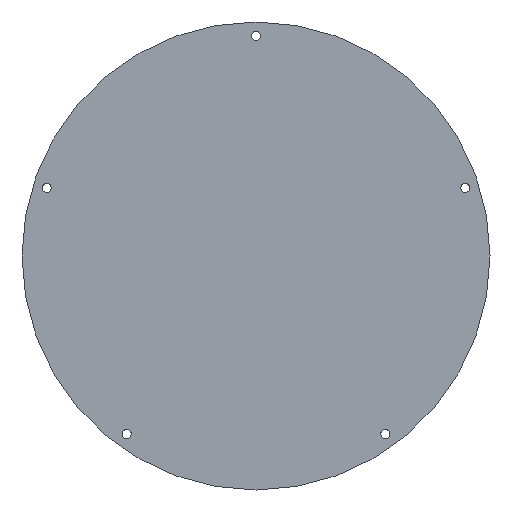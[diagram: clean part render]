
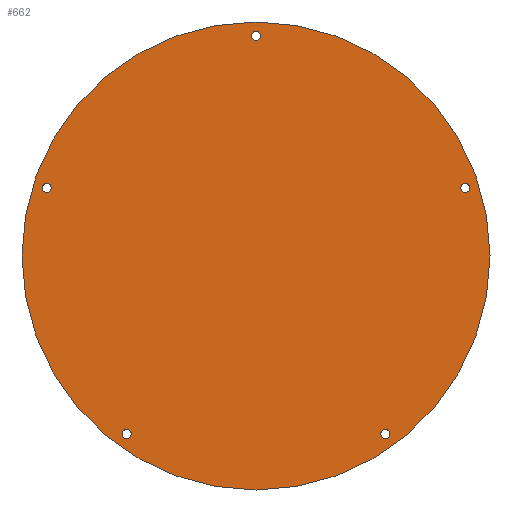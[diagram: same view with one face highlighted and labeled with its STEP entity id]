
A CAD part, front view. The second image highlights one B-rep face of the part: STEP entity #662.
In plain terms, the highlighted planar face has unit normal (0, -1, 0).
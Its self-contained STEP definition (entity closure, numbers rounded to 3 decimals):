
#5 = CARTESIAN_POINT ( 'NONE',  ( 36.172, 0., 21.013 ) ) ;
#19 = VERTEX_POINT ( 'NONE', #264 ) ;
#21 = EDGE_CURVE ( 'NONE', #543, #451, #242, .T. ) ;
#33 = EDGE_LOOP ( 'NONE', ( #381, #393 ) ) ;
#46 = EDGE_CURVE ( 'NONE', #705, #465, #266, .T. ) ;
#53 = VERTEX_POINT ( 'NONE', #774 ) ;
#62 = AXIS2_PLACEMENT_3D ( 'NONE', #421, #658, #110 ) ;
#69 = CIRCLE ( 'NONE', #521, 1.4 ) ;
#70 = CARTESIAN_POINT ( 'NONE',  ( -28.5, 0., -72.3 ) ) ;
#85 = EDGE_LOOP ( 'NONE', ( #692, #313 ) ) ;
#97 = EDGE_CURVE ( 'NONE', #465, #705, #329, .T. ) ;
#103 = CARTESIAN_POINT ( 'NONE',  ( 37.503, 0., 21.446 ) ) ;
#109 = CARTESIAN_POINT ( 'NONE',  ( 11.469, 0., -55.013 ) ) ;
#110 = DIRECTION ( 'NONE',  ( 0., 0., 1. ) ) ;
#128 = DIRECTION ( 'NONE',  ( 0.951, 0., 0.309 ) ) ;
#135 = AXIS2_PLACEMENT_3D ( 'NONE', #5, #251, #128 ) ;
#136 = DIRECTION ( 'NONE',  ( -0.951, 0., 0.309 ) ) ;
#137 = VERTEX_POINT ( 'NONE', #103 ) ;
#139 = ORIENTED_EDGE ( 'NONE', *, *, #782, .T. ) ;
#152 = EDGE_CURVE ( 'NONE', #53, #19, #342, .T. ) ;
#159 = DIRECTION ( 'NONE',  ( 0., 1., 0. ) ) ;
#171 = FACE_BOUND ( 'NONE', #579, .T. ) ;
#175 = EDGE_CURVE ( 'NONE', #475, #503, #243, .T. ) ;
#178 = CARTESIAN_POINT ( 'NONE',  ( 11.469, 0., -55.013 ) ) ;
#192 = CARTESIAN_POINT ( 'NONE',  ( -93.172, 0., 21.013 ) ) ;
#198 = DIRECTION ( 'NONE',  ( 0., 0., 1. ) ) ;
#199 = AXIS2_PLACEMENT_3D ( 'NONE', #524, #159, #756 ) ;
#204 = DIRECTION ( 'NONE',  ( 0., 1., 0. ) ) ;
#207 = EDGE_LOOP ( 'NONE', ( #456, #633 ) ) ;
#213 = ORIENTED_EDGE ( 'NONE', *, *, #554, .T. ) ;
#214 = CIRCLE ( 'NONE', #611, 1.4 ) ;
#215 = CARTESIAN_POINT ( 'NONE',  ( -68.47, 0., -55.013 ) ) ;
#231 = AXIS2_PLACEMENT_3D ( 'NONE', #455, #627, #198 ) ;
#242 = CIRCLE ( 'NONE', #621, 1.4 ) ;
#243 = CIRCLE ( 'NONE', #572, 1.4 ) ;
#246 = CARTESIAN_POINT ( 'NONE',  ( -28.5, 0., 72.3 ) ) ;
#251 = DIRECTION ( 'NONE',  ( 0., 1., 0. ) ) ;
#253 = CIRCLE ( 'NONE', #573, 1.4 ) ;
#262 = DIRECTION ( 'NONE',  ( 0., 1., 0. ) ) ;
#264 = CARTESIAN_POINT ( 'NONE',  ( 12.292, 0., -56.146 ) ) ;
#265 = CARTESIAN_POINT ( 'NONE',  ( 36.172, 0., 21.013 ) ) ;
#266 = CIRCLE ( 'NONE', #199, 72.3 ) ;
#273 = VERTEX_POINT ( 'NONE', #306 ) ;
#290 = DIRECTION ( 'NONE',  ( 0., 1., 0. ) ) ;
#292 = DIRECTION ( 'NONE',  ( 0., 1., 0. ) ) ;
#306 = CARTESIAN_POINT ( 'NONE',  ( -91.841, 0., 20.581 ) ) ;
#313 = ORIENTED_EDGE ( 'NONE', *, *, #21, .T. ) ;
#318 = CARTESIAN_POINT ( 'NONE',  ( -94.504, 0., 21.446 ) ) ;
#320 = ORIENTED_EDGE ( 'NONE', *, *, #152, .T. ) ;
#326 = DIRECTION ( 'NONE',  ( 0., 0., 1. ) ) ;
#329 = CIRCLE ( 'NONE', #382, 72.3 ) ;
#336 = DIRECTION ( 'NONE',  ( 0.951, 0., 0.309 ) ) ;
#339 = DIRECTION ( 'NONE',  ( -0.588, 0., -0.809 ) ) ;
#342 = CIRCLE ( 'NONE', #649, 1.4 ) ;
#348 = DIRECTION ( 'NONE',  ( -0.951, 0., 0.309 ) ) ;
#349 = VERTEX_POINT ( 'NONE', #735 ) ;
#353 = FACE_BOUND ( 'NONE', #85, .T. ) ;
#381 = ORIENTED_EDGE ( 'NONE', *, *, #97, .F. ) ;
#382 = AXIS2_PLACEMENT_3D ( 'NONE', #717, #583, #759 ) ;
#388 = ORIENTED_EDGE ( 'NONE', *, *, #578, .T. ) ;
#393 = ORIENTED_EDGE ( 'NONE', *, *, #46, .F. ) ;
#421 = CARTESIAN_POINT ( 'NONE',  ( 0., 0., 0. ) ) ;
#451 = VERTEX_POINT ( 'NONE', #746 ) ;
#453 = ORIENTED_EDGE ( 'NONE', *, *, #635, .T. ) ;
#455 = CARTESIAN_POINT ( 'NONE',  ( -28.5, 0., 68. ) ) ;
#456 = ORIENTED_EDGE ( 'NONE', *, *, #175, .T. ) ;
#462 = DIRECTION ( 'NONE',  ( 0., 1., 0. ) ) ;
#464 = CARTESIAN_POINT ( 'NONE',  ( -69.292, 0., -56.146 ) ) ;
#465 = VERTEX_POINT ( 'NONE', #70 ) ;
#468 = DIRECTION ( 'NONE',  ( 0.588, 0., -0.809 ) ) ;
#469 = ORIENTED_EDGE ( 'NONE', *, *, #474, .T. ) ;
#474 = EDGE_CURVE ( 'NONE', #273, #514, #69, .T. ) ;
#475 = VERTEX_POINT ( 'NONE', #624 ) ;
#487 = CIRCLE ( 'NONE', #135, 1.4 ) ;
#490 = EDGE_CURVE ( 'NONE', #503, #475, #214, .T. ) ;
#497 = AXIS2_PLACEMENT_3D ( 'NONE', #178, #292, #468 ) ;
#498 = CARTESIAN_POINT ( 'NONE',  ( -28.5, 0., 69.4 ) ) ;
#503 = VERTEX_POINT ( 'NONE', #464 ) ;
#507 = CARTESIAN_POINT ( 'NONE',  ( -28.5, 0., 68. ) ) ;
#510 = CIRCLE ( 'NONE', #231, 1.4 ) ;
#514 = VERTEX_POINT ( 'NONE', #318 ) ;
#521 = AXIS2_PLACEMENT_3D ( 'NONE', #678, #674, #136 ) ;
#524 = CARTESIAN_POINT ( 'NONE',  ( -28.5, 0., 0. ) ) ;
#532 = FACE_OUTER_BOUND ( 'NONE', #33, .T. ) ;
#534 = DIRECTION ( 'NONE',  ( 0.588, 0., -0.809 ) ) ;
#543 = VERTEX_POINT ( 'NONE', #498 ) ;
#554 = EDGE_CURVE ( 'NONE', #137, #349, #487, .T. ) ;
#556 = CARTESIAN_POINT ( 'NONE',  ( -68.47, 0., -55.013 ) ) ;
#572 = AXIS2_PLACEMENT_3D ( 'NONE', #215, #462, #339 ) ;
#573 = AXIS2_PLACEMENT_3D ( 'NONE', #192, #593, #348 ) ;
#576 = DIRECTION ( 'NONE',  ( 0., 1., 0. ) ) ;
#578 = EDGE_CURVE ( 'NONE', #514, #273, #253, .T. ) ;
#579 = EDGE_LOOP ( 'NONE', ( #139, #213 ) ) ;
#583 = DIRECTION ( 'NONE',  ( 0., 1., 0. ) ) ;
#593 = DIRECTION ( 'NONE',  ( 0., 1., 0. ) ) ;
#596 = PLANE ( 'NONE',  #62 ) ;
#611 = AXIS2_PLACEMENT_3D ( 'NONE', #556, #262, #619 ) ;
#619 = DIRECTION ( 'NONE',  ( -0.588, 0., -0.809 ) ) ;
#621 = AXIS2_PLACEMENT_3D ( 'NONE', #507, #204, #326 ) ;
#624 = CARTESIAN_POINT ( 'NONE',  ( -67.647, 0., -53.881 ) ) ;
#627 = DIRECTION ( 'NONE',  ( 0., 1., 0. ) ) ;
#629 = EDGE_LOOP ( 'NONE', ( #320, #453 ) ) ;
#633 = ORIENTED_EDGE ( 'NONE', *, *, #490, .T. ) ;
#635 = EDGE_CURVE ( 'NONE', #19, #53, #739, .T. ) ;
#649 = AXIS2_PLACEMENT_3D ( 'NONE', #109, #290, #534 ) ;
#658 = DIRECTION ( 'NONE',  ( 0., 1., 0. ) ) ;
#662 = ADVANCED_FACE ( 'NONE', ( #778, #719, #771, #171, #353, #532 ), #596, .F. ) ;
#674 = DIRECTION ( 'NONE',  ( 0., 1., 0. ) ) ;
#676 = EDGE_LOOP ( 'NONE', ( #469, #388 ) ) ;
#678 = CARTESIAN_POINT ( 'NONE',  ( -93.172, 0., 21.013 ) ) ;
#692 = ORIENTED_EDGE ( 'NONE', *, *, #745, .T. ) ;
#699 = AXIS2_PLACEMENT_3D ( 'NONE', #265, #576, #336 ) ;
#705 = VERTEX_POINT ( 'NONE', #246 ) ;
#714 = CIRCLE ( 'NONE', #699, 1.4 ) ;
#717 = CARTESIAN_POINT ( 'NONE',  ( -28.5, 0., 0. ) ) ;
#719 = FACE_BOUND ( 'NONE', #207, .T. ) ;
#735 = CARTESIAN_POINT ( 'NONE',  ( 34.84, 0., 20.581 ) ) ;
#739 = CIRCLE ( 'NONE', #497, 1.4 ) ;
#745 = EDGE_CURVE ( 'NONE', #451, #543, #510, .T. ) ;
#746 = CARTESIAN_POINT ( 'NONE',  ( -28.5, 0., 66.6 ) ) ;
#756 = DIRECTION ( 'NONE',  ( 0., 0., 1. ) ) ;
#759 = DIRECTION ( 'NONE',  ( 0., 0., 1. ) ) ;
#771 = FACE_BOUND ( 'NONE', #629, .T. ) ;
#774 = CARTESIAN_POINT ( 'NONE',  ( 10.646, 0., -53.881 ) ) ;
#778 = FACE_BOUND ( 'NONE', #676, .T. ) ;
#782 = EDGE_CURVE ( 'NONE', #349, #137, #714, .T. ) ;
